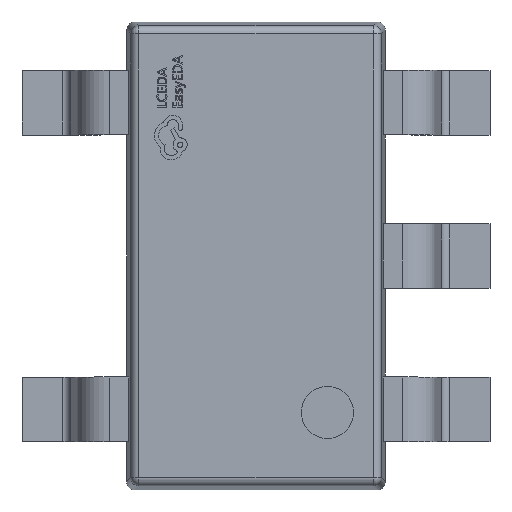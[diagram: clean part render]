
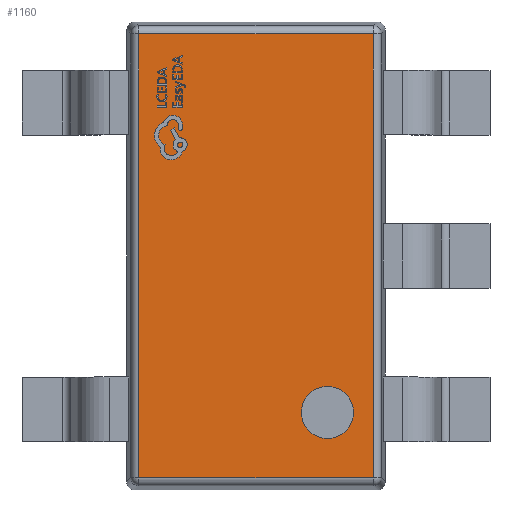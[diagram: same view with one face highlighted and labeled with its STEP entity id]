
A CAD part, top view. The second image highlights one B-rep face of the part: STEP entity #1160.
In plain terms, the highlighted planar face has unit normal (0, 0, 1).
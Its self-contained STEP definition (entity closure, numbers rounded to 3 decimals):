
#140 = VERTEX_POINT('',#141);
#141 = CARTESIAN_POINT('',(0.443,-0.809,1.1
    ));
#147 = EDGE_CURVE('',#148,#140,#150,.T.);
#148 = VERTEX_POINT('',#149);
#149 = CARTESIAN_POINT('',(0.443,-1.131,1.1
    ));
#150 = CIRCLE('',#151,0.161);
#151 = AXIS2_PLACEMENT_3D('',#152,#153,#154);
#152 = CARTESIAN_POINT('',(0.443,-0.97,1.1)
  );
#153 = DIRECTION('',(0.,-0.,1.));
#154 = DIRECTION('',(0.,1.,0.));
#1160 = ADVANCED_FACE('',(#1161,#1195),#1205,.T.);
#1161 = FACE_BOUND('',#1162,.T.);
#1162 = EDGE_LOOP('',(#1163,#1173,#1181,#1189));
#1163 = ORIENTED_EDGE('',*,*,#1164,.T.);
#1164 = EDGE_CURVE('',#1165,#1167,#1169,.T.);
#1165 = VERTEX_POINT('',#1166);
#1166 = CARTESIAN_POINT('',(-0.725,-1.375,
    1.1));
#1167 = VERTEX_POINT('',#1168);
#1168 = CARTESIAN_POINT('',(0.725,-1.375,
    1.1));
#1169 = LINE('',#1170,#1171);
#1170 = CARTESIAN_POINT('',(0.772,-1.375,
    1.1));
#1171 = VECTOR('',#1172,1.);
#1172 = DIRECTION('',(1.,0.,0.));
#1173 = ORIENTED_EDGE('',*,*,#1174,.T.);
#1174 = EDGE_CURVE('',#1167,#1175,#1177,.T.);
#1175 = VERTEX_POINT('',#1176);
#1176 = CARTESIAN_POINT('',(0.725,1.375,1.1
    ));
#1177 = LINE('',#1178,#1179);
#1178 = CARTESIAN_POINT('',(0.725,1.422,1.1
    ));
#1179 = VECTOR('',#1180,1.);
#1180 = DIRECTION('',(0.,1.,0.));
#1181 = ORIENTED_EDGE('',*,*,#1182,.T.);
#1182 = EDGE_CURVE('',#1175,#1183,#1185,.T.);
#1183 = VERTEX_POINT('',#1184);
#1184 = CARTESIAN_POINT('',(-0.725,1.375,
    1.1));
#1185 = LINE('',#1186,#1187);
#1186 = CARTESIAN_POINT('',(-0.772,1.375,
    1.1));
#1187 = VECTOR('',#1188,1.);
#1188 = DIRECTION('',(-1.,0.,0.));
#1189 = ORIENTED_EDGE('',*,*,#1190,.T.);
#1190 = EDGE_CURVE('',#1183,#1165,#1191,.T.);
#1191 = LINE('',#1192,#1193);
#1192 = CARTESIAN_POINT('',(-0.725,-1.422,
    1.1));
#1193 = VECTOR('',#1194,1.);
#1194 = DIRECTION('',(0.,-1.,0.));
#1195 = FACE_BOUND('',#1196,.T.);
#1196 = EDGE_LOOP('',(#1197,#1204));
#1197 = ORIENTED_EDGE('',*,*,#1198,.F.);
#1198 = EDGE_CURVE('',#140,#148,#1199,.T.);
#1199 = CIRCLE('',#1200,0.161);
#1200 = AXIS2_PLACEMENT_3D('',#1201,#1202,#1203);
#1201 = CARTESIAN_POINT('',(0.443,-0.97,1.1
    ));
#1202 = DIRECTION('',(0.,-0.,1.));
#1203 = DIRECTION('',(0.,1.,0.));
#1204 = ORIENTED_EDGE('',*,*,#147,.F.);
#1205 = PLANE('',#1206);
#1206 = AXIS2_PLACEMENT_3D('',#1207,#1208,#1209);
#1207 = CARTESIAN_POINT('',(0.,0.,1.1));
#1208 = DIRECTION('',(0.,0.,1.));
#1209 = DIRECTION('',(0.,1.,-0.));
